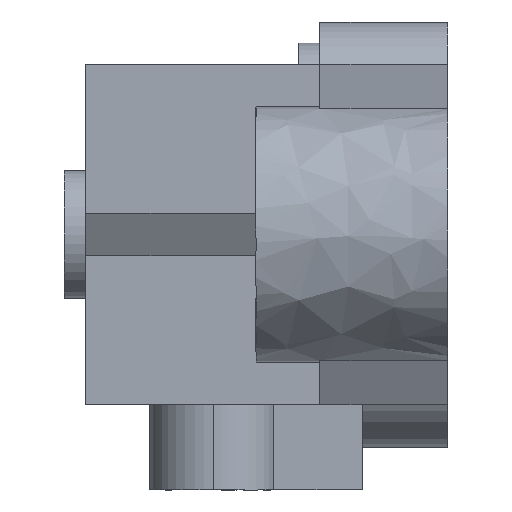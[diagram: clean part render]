
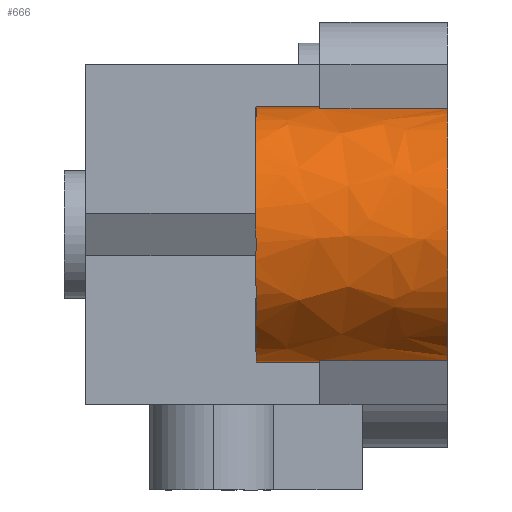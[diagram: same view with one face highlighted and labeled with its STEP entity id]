
A CAD part, left-side view. The second image highlights one B-rep face of the part: STEP entity #666.
In plain terms, the highlighted free-form (B-spline) face has degree [2, 1] with [5, 2] control points.
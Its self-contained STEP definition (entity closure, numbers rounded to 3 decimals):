
#622 = VERTEX_POINT('',#623);
#623 = CARTESIAN_POINT('',(-98.988,44.544,
    29.696));
#631 = EDGE_CURVE('',#622,#632,#634,.T.);
#632 = VERTEX_POINT('',#633);
#633 = CARTESIAN_POINT('',(-98.988,29.696,
    29.696));
#634 = B_SPLINE_CURVE_WITH_KNOTS('',1,(#635,#636),.UNSPECIFIED.,.F.,.F.,
  (2,2),(-15.,-0.),.PIECEWISE_BEZIER_KNOTS.);
#635 = CARTESIAN_POINT('',(-98.988,44.544,
    29.696));
#636 = CARTESIAN_POINT('',(-98.988,29.696,
    29.696));
#666 = ADVANCED_FACE('',(#667),#725,.T.);
#667 = FACE_BOUND('',#668,.T.);
#668 = EDGE_LOOP('',(#669,#670,#680,#687,#695,#702,#712,#719));
#669 = ORIENTED_EDGE('',*,*,#631,.F.);
#670 = ORIENTED_EDGE('',*,*,#671,.F.);
#671 = EDGE_CURVE('',#672,#622,#674,.T.);
#672 = VERTEX_POINT('',#673);
#673 = CARTESIAN_POINT('',(-98.988,44.544,-29.696
    ));
#674 = ( BOUNDED_CURVE() B_SPLINE_CURVE(2,(#675,#676,#677,#678,#679),
.UNSPECIFIED.,.F.,.F.) B_SPLINE_CURVE_WITH_KNOTS((3,2,3),(3.142,
4.712,6.283),.PIECEWISE_BEZIER_KNOTS.) CURVE() 
GEOMETRIC_REPRESENTATION_ITEM() RATIONAL_B_SPLINE_CURVE((1.,
0.707,1.,0.707,1.)) REPRESENTATION_ITEM('') );
#675 = CARTESIAN_POINT('',(-98.988,44.544,-29.696
    ));
#676 = CARTESIAN_POINT('',(-128.684,44.544,-29.696
    ));
#677 = CARTESIAN_POINT('',(-128.684,44.544,
    0.));
#678 = CARTESIAN_POINT('',(-128.684,44.544,
    29.696));
#679 = CARTESIAN_POINT('',(-98.988,44.544,
    29.696));
#680 = ORIENTED_EDGE('',*,*,#681,.T.);
#681 = EDGE_CURVE('',#672,#682,#684,.T.);
#682 = VERTEX_POINT('',#683);
#683 = CARTESIAN_POINT('',(-98.988,29.696,-29.696
    ));
#684 = B_SPLINE_CURVE_WITH_KNOTS('',1,(#685,#686),.UNSPECIFIED.,.F.,.F.,
  (2,2),(-15.,0.),.PIECEWISE_BEZIER_KNOTS.);
#685 = CARTESIAN_POINT('',(-98.988,44.544,-29.696
    ));
#686 = CARTESIAN_POINT('',(-98.988,29.696,-29.696
    ));
#687 = ORIENTED_EDGE('',*,*,#688,.F.);
#688 = EDGE_CURVE('',#689,#682,#691,.T.);
#689 = VERTEX_POINT('',#690);
#690 = CARTESIAN_POINT('',(-103.687,29.696,
    -29.322));
#691 = ( BOUNDED_CURVE() B_SPLINE_CURVE(2,(#692,#693,#694),
.UNSPECIFIED.,.F.,.F.) B_SPLINE_CURVE_WITH_KNOTS((3,3),(2.983,
3.142),.PIECEWISE_BEZIER_KNOTS.) CURVE() 
GEOMETRIC_REPRESENTATION_ITEM() RATIONAL_B_SPLINE_CURVE((1.,
0.997,1.)) REPRESENTATION_ITEM('') );
#692 = CARTESIAN_POINT('',(-103.687,29.696,
    -29.322));
#693 = CARTESIAN_POINT('',(-101.352,29.696,-29.696
    ));
#694 = CARTESIAN_POINT('',(-98.988,29.696,-29.696
    ));
#695 = ORIENTED_EDGE('',*,*,#696,.T.);
#696 = EDGE_CURVE('',#689,#697,#699,.T.);
#697 = VERTEX_POINT('',#698);
#698 = CARTESIAN_POINT('',(-103.687,0.,-29.322));
#699 = B_SPLINE_CURVE_WITH_KNOTS('',1,(#700,#701),.UNSPECIFIED.,.F.,.F.,
  (2,2),(0.,30.),.PIECEWISE_BEZIER_KNOTS.);
#700 = CARTESIAN_POINT('',(-103.687,29.696,
    -29.322));
#701 = CARTESIAN_POINT('',(-103.687,0.,-29.322));
#702 = ORIENTED_EDGE('',*,*,#703,.T.);
#703 = EDGE_CURVE('',#697,#704,#706,.T.);
#704 = VERTEX_POINT('',#705);
#705 = CARTESIAN_POINT('',(-103.687,0.,29.322));
#706 = ( BOUNDED_CURVE() B_SPLINE_CURVE(2,(#707,#708,#709,#710,#711),
.UNSPECIFIED.,.F.,.F.) B_SPLINE_CURVE_WITH_KNOTS((3,2,3),(3.301
,4.712,6.124),.PIECEWISE_BEZIER_KNOTS.) CURVE() 
GEOMETRIC_REPRESENTATION_ITEM() RATIONAL_B_SPLINE_CURVE((1.,
0.761,1.,0.761,1.)) REPRESENTATION_ITEM('') );
#707 = CARTESIAN_POINT('',(-103.687,0.,-29.322));
#708 = CARTESIAN_POINT('',(-128.684,0.,-25.315));
#709 = CARTESIAN_POINT('',(-128.684,0.,0.));
#710 = CARTESIAN_POINT('',(-128.684,0.,25.315));
#711 = CARTESIAN_POINT('',(-103.687,0.,29.322));
#712 = ORIENTED_EDGE('',*,*,#713,.F.);
#713 = EDGE_CURVE('',#714,#704,#716,.T.);
#714 = VERTEX_POINT('',#715);
#715 = CARTESIAN_POINT('',(-103.687,29.696,
    29.322));
#716 = B_SPLINE_CURVE_WITH_KNOTS('',1,(#717,#718),.UNSPECIFIED.,.F.,.F.,
  (2,2),(-0.,30.),.PIECEWISE_BEZIER_KNOTS.);
#717 = CARTESIAN_POINT('',(-103.687,29.696,
    29.322));
#718 = CARTESIAN_POINT('',(-103.687,0.,29.322));
#719 = ORIENTED_EDGE('',*,*,#720,.F.);
#720 = EDGE_CURVE('',#632,#714,#721,.T.);
#721 = ( BOUNDED_CURVE() B_SPLINE_CURVE(2,(#722,#723,#724),
.UNSPECIFIED.,.F.,.F.) B_SPLINE_CURVE_WITH_KNOTS((3,3),(0.,
0.159),.PIECEWISE_BEZIER_KNOTS.) CURVE() 
GEOMETRIC_REPRESENTATION_ITEM() RATIONAL_B_SPLINE_CURVE((1.,
0.997,1.)) REPRESENTATION_ITEM('') );
#722 = CARTESIAN_POINT('',(-98.988,29.696,
    29.696));
#723 = CARTESIAN_POINT('',(-101.352,29.696,
    29.696));
#724 = CARTESIAN_POINT('',(-103.687,29.696,
    29.322));
#725 = ( BOUNDED_SURFACE() B_SPLINE_SURFACE(2,1,(
    (#726,#727)
    ,(#728,#729)
    ,(#730,#731)
    ,(#732,#733)
,(#734,#735
    )),.UNSPECIFIED.,.F.,.F.,.F.) B_SPLINE_SURFACE_WITH_KNOTS((3,2,3),(2
    ,2),(3.142,4.712,6.283),(-15.,30.),
.PIECEWISE_BEZIER_KNOTS.) GEOMETRIC_REPRESENTATION_ITEM() 
RATIONAL_B_SPLINE_SURFACE((
    (1.,1.)
    ,(0.707,0.707)
    ,(1.,1.)
    ,(0.707,0.707)
,(1.,1.))) REPRESENTATION_ITEM('') SURFACE() );
#726 = CARTESIAN_POINT('',(-98.988,44.544,
    29.696));
#727 = CARTESIAN_POINT('',(-98.988,0.,29.696));
#728 = CARTESIAN_POINT('',(-128.684,44.544,
    29.696));
#729 = CARTESIAN_POINT('',(-128.684,0.,29.696));
#730 = CARTESIAN_POINT('',(-128.684,44.544,
    0.));
#731 = CARTESIAN_POINT('',(-128.684,0.,0.));
#732 = CARTESIAN_POINT('',(-128.684,44.544,-29.696
    ));
#733 = CARTESIAN_POINT('',(-128.684,0.,-29.696));
#734 = CARTESIAN_POINT('',(-98.988,44.544,-29.696
    ));
#735 = CARTESIAN_POINT('',(-98.988,0.,-29.696));
